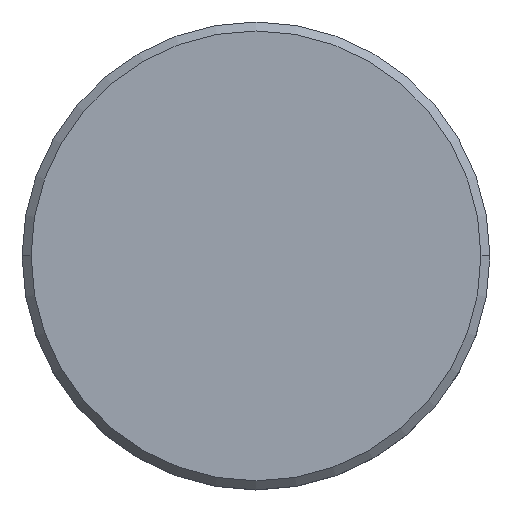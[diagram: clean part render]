
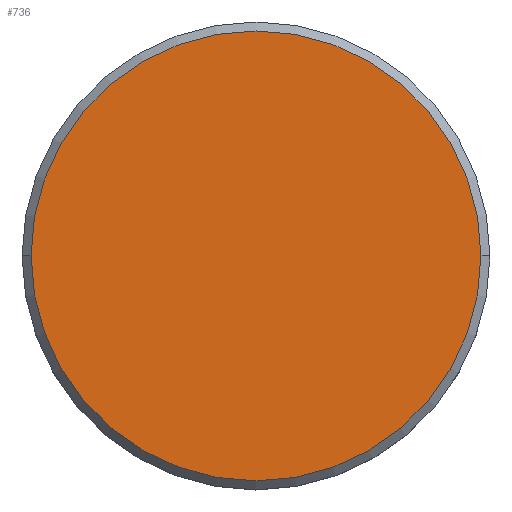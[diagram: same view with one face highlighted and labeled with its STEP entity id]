
A CAD part, top view. The second image highlights one B-rep face of the part: STEP entity #736.
In plain terms, the highlighted planar face has unit normal (0, 0, 1).
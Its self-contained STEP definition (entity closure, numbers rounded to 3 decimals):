
#3 = ORIENTED_EDGE ( 'NONE', *, *, #916, .T. ) ;
#32 = CIRCLE ( 'NONE', #93, 12.5 ) ;
#51 = DIRECTION ( 'NONE',  ( 1., 0., 0. ) ) ;
#55 = EDGE_LOOP ( 'NONE', ( #414, #3 ) ) ;
#93 = AXIS2_PLACEMENT_3D ( 'NONE', #249, #501, #51 ) ;
#191 = CARTESIAN_POINT ( 'NONE',  ( 0., 0., 0. ) ) ;
#249 = CARTESIAN_POINT ( 'NONE',  ( 0., 0., 0. ) ) ;
#284 = CARTESIAN_POINT ( 'NONE',  ( 0., 0., 0. ) ) ;
#313 = CIRCLE ( 'NONE', #987, 12.5 ) ;
#383 = PLANE ( 'NONE',  #1066 ) ;
#414 = ORIENTED_EDGE ( 'NONE', *, *, #742, .T. ) ;
#460 = VERTEX_POINT ( 'NONE', #964 ) ;
#501 = DIRECTION ( 'NONE',  ( 0., 0., 1. ) ) ;
#650 = DIRECTION ( 'NONE',  ( 1., 0., 0. ) ) ;
#731 = DIRECTION ( 'NONE',  ( 0., 0., 1. ) ) ;
#735 = FACE_OUTER_BOUND ( 'NONE', #55, .T. ) ;
#736 = ADVANCED_FACE ( 'NONE', ( #735 ), #383, .T. ) ;
#742 = EDGE_CURVE ( 'NONE', #460, #1036, #313, .T. ) ;
#777 = CARTESIAN_POINT ( 'NONE',  ( 12.5, 0., 0. ) ) ;
#916 = EDGE_CURVE ( 'NONE', #1036, #460, #32, .T. ) ;
#964 = CARTESIAN_POINT ( 'NONE',  ( -12.5, 0., 0. ) ) ;
#987 = AXIS2_PLACEMENT_3D ( 'NONE', #191, #731, #1015 ) ;
#1015 = DIRECTION ( 'NONE',  ( 1., 0., 0. ) ) ;
#1036 = VERTEX_POINT ( 'NONE', #777 ) ;
#1066 = AXIS2_PLACEMENT_3D ( 'NONE', #284, #1180, #650 ) ;
#1180 = DIRECTION ( 'NONE',  ( 0., 0., 1. ) ) ;
